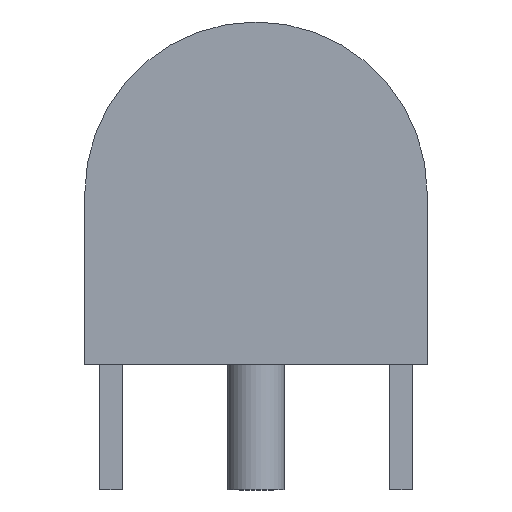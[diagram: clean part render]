
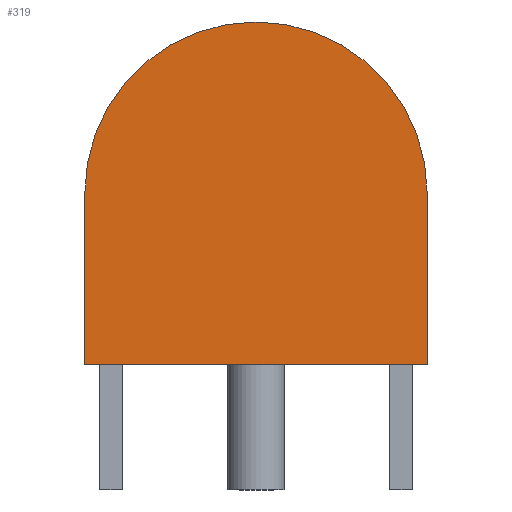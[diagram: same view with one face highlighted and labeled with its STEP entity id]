
A CAD part, front view. The second image highlights one B-rep face of the part: STEP entity #319.
In plain terms, the highlighted planar face has unit normal (0, -1, 0).
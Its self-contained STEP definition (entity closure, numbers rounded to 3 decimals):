
#51 = VERTEX_POINT('',#52);
#52 = CARTESIAN_POINT('',(0.,-18.3,0.));
#58 = EDGE_CURVE('',#51,#59,#61,.T.);
#59 = VERTEX_POINT('',#60);
#60 = CARTESIAN_POINT('',(12.,-18.3,0.));
#61 = LINE('',#62,#63);
#62 = CARTESIAN_POINT('',(0.,-18.3,0.));
#63 = VECTOR('',#64,1.);
#64 = DIRECTION('',(1.,0.,0.));
#105 = EDGE_CURVE('',#51,#106,#108,.T.);
#106 = VERTEX_POINT('',#107);
#107 = CARTESIAN_POINT('',(0.,-18.3,6.));
#108 = LINE('',#109,#110);
#109 = CARTESIAN_POINT('',(0.,-18.3,0.));
#110 = VECTOR('',#111,1.);
#111 = DIRECTION('',(0.,0.,1.));
#200 = EDGE_CURVE('',#59,#201,#203,.T.);
#201 = VERTEX_POINT('',#202);
#202 = CARTESIAN_POINT('',(12.,-18.3,6.));
#203 = LINE('',#204,#205);
#204 = CARTESIAN_POINT('',(12.,-18.3,0.));
#205 = VECTOR('',#206,1.);
#206 = DIRECTION('',(0.,0.,1.));
#319 = ADVANCED_FACE('',(#320),#332,.F.);
#320 = FACE_BOUND('',#321,.T.);
#321 = EDGE_LOOP('',(#322,#323,#324,#331));
#322 = ORIENTED_EDGE('',*,*,#58,.T.);
#323 = ORIENTED_EDGE('',*,*,#200,.T.);
#324 = ORIENTED_EDGE('',*,*,#325,.T.);
#325 = EDGE_CURVE('',#201,#106,#326,.T.);
#326 = CIRCLE('',#327,6.);
#327 = AXIS2_PLACEMENT_3D('',#328,#329,#330);
#328 = CARTESIAN_POINT('',(6.,-18.3,6.));
#329 = DIRECTION('',(0.,-1.,0.));
#330 = DIRECTION('',(1.,0.,0.));
#331 = ORIENTED_EDGE('',*,*,#105,.F.);
#332 = PLANE('',#333);
#333 = AXIS2_PLACEMENT_3D('',#334,#335,#336);
#334 = CARTESIAN_POINT('',(6.,-18.3,4.913));
#335 = DIRECTION('',(0.,1.,0.));
#336 = DIRECTION('',(0.,0.,1.));
